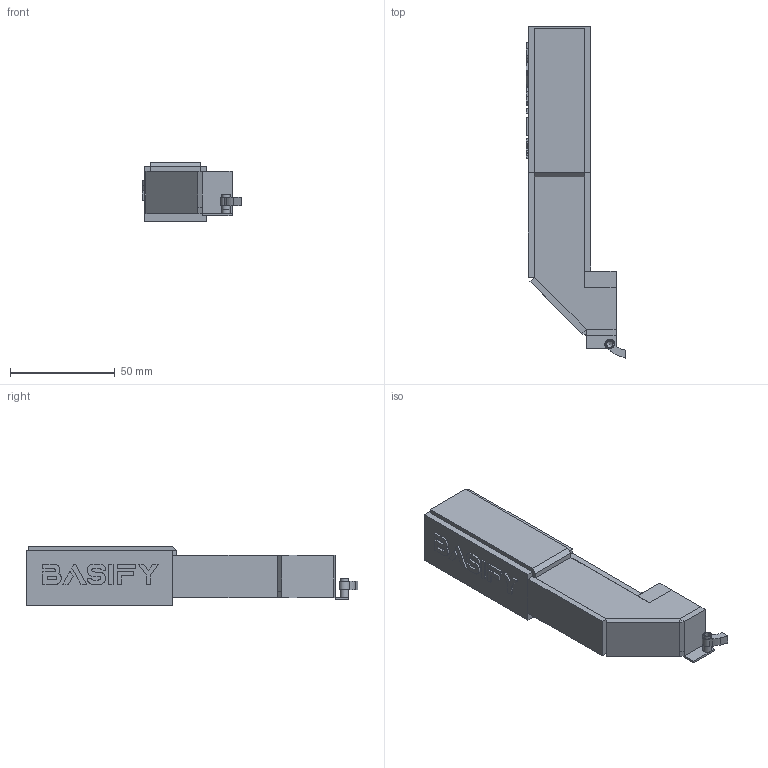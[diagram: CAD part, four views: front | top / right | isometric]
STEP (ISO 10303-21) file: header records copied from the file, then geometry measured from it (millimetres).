
FILE_DESCRIPTION(/* description */ (''),/* implementation_level */ '2;1');
FILE_NAME(/* name */ 'Basify OPTS MDL 2_.step',/* time_stamp */ '2023-07-13T21:03:27+01:00',/* author */ (''),/* organization */ (''),/* preprocessor_version */ 'ST-DEVELOPER v19.2',/* originating_system */ 'Autodesk Translation Framework v12.6.0.85',/* authorisation */ '');
FILE_SCHEMA (('AUTOMOTIVE_DESIGN { 1 0 10303 214 3 1 1 }'));
Length unit declared in the file: millimetre
Products named in the file (4): (Unsaved); Base; Component2; Component3
Assembly tree (3 placements, depth 3):
  (Unsaved)
    Base
      Component2
      Component3
Bounding box: 47.7 x 158.51 x 28.6 mm (x, y, z)
Volume: 41854.5 mm3; surface area: 32784 mm2
Topology: 4 solids, 4 shells, 230 faces, 607 edges, 385 vertices
Faces by surface type: plane 163, bspline 50, cylinder 13, cone 4
Full cylindrical faces by diameter (mm): 2 x2, 3 x1, 4 x1, 4.167 x1, 5 x1
Entity records: 7177 total; most frequent: CARTESIAN_POINT 1878, ORIENTED_EDGE 1208, DIRECTION 908, EDGE_CURVE 604, LINE 472, VECTOR 472, VERTEX_POINT 385, EDGE_LOOP 247
